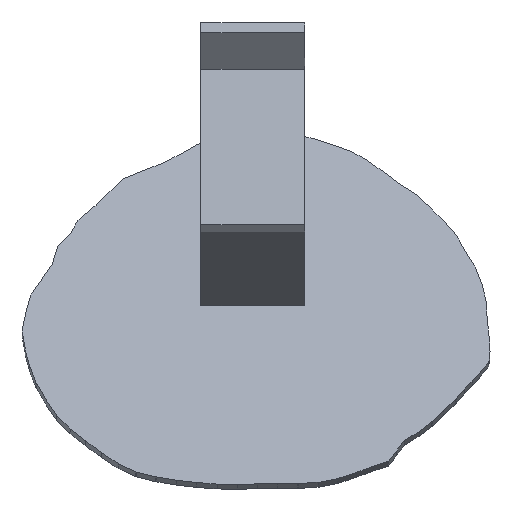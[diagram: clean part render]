
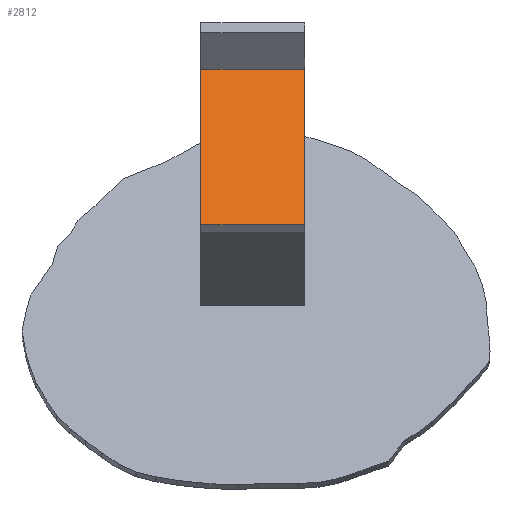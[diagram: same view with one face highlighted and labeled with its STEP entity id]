
A CAD part, top view. The second image highlights one B-rep face of the part: STEP entity #2812.
In plain terms, the highlighted planar face has unit normal (0, 0.35, 0.937).
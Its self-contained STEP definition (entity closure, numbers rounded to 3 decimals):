
#142=FACE_OUTER_BOUND('',#279,.T.);
#279=EDGE_LOOP('',(#2496,#2497,#2498,#2499));
#665=LINE('',#4403,#1064);
#666=LINE('',#4405,#1065);
#667=LINE('',#4407,#1066);
#668=LINE('',#4408,#1067);
#1064=VECTOR('',#3604,10.);
#1065=VECTOR('',#3605,10.);
#1066=VECTOR('',#3606,10.);
#1067=VECTOR('',#3607,10.);
#1339=VERTEX_POINT('',#4401);
#1340=VERTEX_POINT('',#4402);
#1341=VERTEX_POINT('',#4404);
#1342=VERTEX_POINT('',#4406);
#1729=EDGE_CURVE('',#1339,#1340,#665,.T.);
#1730=EDGE_CURVE('',#1339,#1341,#666,.T.);
#1731=EDGE_CURVE('',#1342,#1341,#667,.T.);
#1732=EDGE_CURVE('',#1340,#1342,#668,.T.);
#2496=ORIENTED_EDGE('',*,*,#1729,.F.);
#2497=ORIENTED_EDGE('',*,*,#1730,.T.);
#2498=ORIENTED_EDGE('',*,*,#1731,.F.);
#2499=ORIENTED_EDGE('',*,*,#1732,.F.);
#2676=PLANE('',#2962);
#2812=ADVANCED_FACE('',(#142),#2676,.T.);
#2962=AXIS2_PLACEMENT_3D('',#4400,#3602,#3603);
#3602=DIRECTION('center_axis',(0.,0.35,0.937));
#3603=DIRECTION('ref_axis',(-1.,0.,0.));
#3604=DIRECTION('',(1.,0.,0.));
#3605=DIRECTION('',(0.,-0.937,0.35));
#3606=DIRECTION('',(-1.,0.,0.));
#3607=DIRECTION('',(0.,-0.937,0.35));
#4400=CARTESIAN_POINT('Origin',(5.,96.938,921.932));
#4401=CARTESIAN_POINT('',(-5.,96.938,921.932));
#4402=CARTESIAN_POINT('',(5.,96.938,921.932));
#4403=CARTESIAN_POINT('',(2.5,96.938,921.932));
#4404=CARTESIAN_POINT('',(-5.,81.947,927.526));
#4405=CARTESIAN_POINT('',(-5.,96.938,921.932));
#4406=CARTESIAN_POINT('',(5.,81.947,927.526));
#4407=CARTESIAN_POINT('',(-5.,81.947,927.526));
#4408=CARTESIAN_POINT('',(5.,96.938,921.932));
